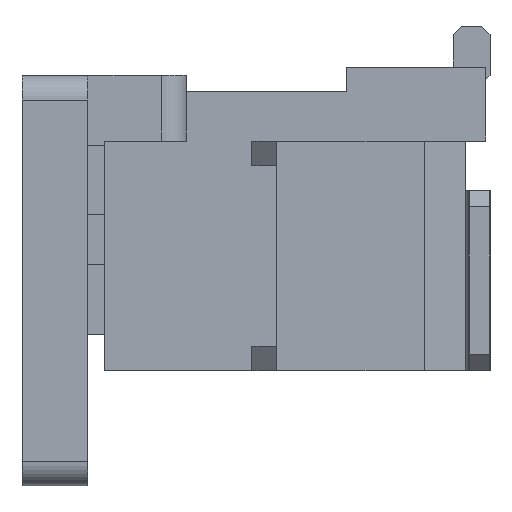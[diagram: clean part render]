
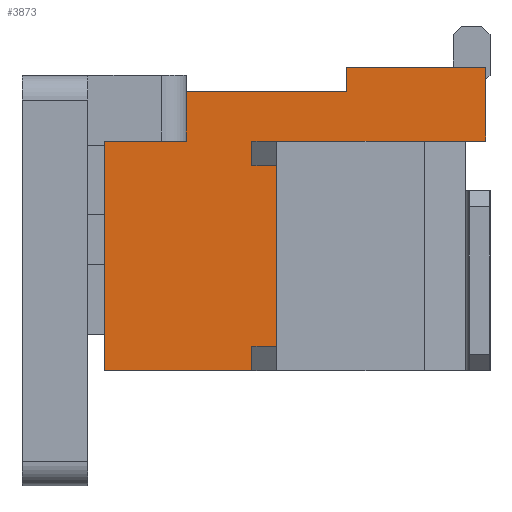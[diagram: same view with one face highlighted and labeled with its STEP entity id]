
A CAD part, left-side view. The second image highlights one B-rep face of the part: STEP entity #3873.
In plain terms, the highlighted planar face has unit normal (-1, 0, 0).
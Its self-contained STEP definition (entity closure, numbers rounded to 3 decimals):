
#125=DIRECTION('',(0.,1.,0.));
#126=VECTOR('',#125,1.7);
#127=CARTESIAN_POINT('',(-2.125,-3.675,2.1));
#128=LINE('',#127,#126);
#261=DIRECTION('',(0.,0.,1.));
#262=VECTOR('',#261,0.9);
#263=CARTESIAN_POINT('',(-2.125,-3.675,1.2));
#264=LINE('',#263,#262);
#333=DIRECTION('',(0.,-1.,0.));
#334=VECTOR('',#333,1.);
#335=CARTESIAN_POINT('',(-2.125,0.975,1.2));
#336=LINE('',#335,#334);
#337=DIRECTION('',(0.,0.,1.));
#338=VECTOR('',#337,0.6);
#339=CARTESIAN_POINT('',(-2.125,-0.025,1.2));
#340=LINE('',#339,#338);
#341=DIRECTION('',(0.,-1.,0.));
#342=VECTOR('',#341,1.95);
#343=CARTESIAN_POINT('',(-2.125,-0.025,1.8));
#344=LINE('',#343,#342);
#345=DIRECTION('',(0.,0.,-1.));
#346=VECTOR('',#345,0.3);
#347=CARTESIAN_POINT('',(-2.125,-1.975,2.1));
#348=LINE('',#347,#346);
#349=DIRECTION('',(0.,1.,0.));
#350=VECTOR('',#349,0.25);
#351=CARTESIAN_POINT('',(-2.125,-3.675,1.2));
#352=LINE('',#351,#350);
#353=DIRECTION('',(0.,-1.,0.));
#354=VECTOR('',#353,2.6);
#355=CARTESIAN_POINT('',(-2.125,-0.825,1.2));
#356=LINE('',#355,#354);
#357=DIRECTION('',(0.,0.,1.));
#358=VECTOR('',#357,0.3);
#359=CARTESIAN_POINT('',(-2.125,-0.825,0.9));
#360=LINE('',#359,#358);
#361=DIRECTION('',(0.,-1.,0.));
#362=VECTOR('',#361,0.8);
#363=CARTESIAN_POINT('',(-2.125,-0.825,0.9));
#364=LINE('',#363,#362);
#365=DIRECTION('',(0.,0.,1.));
#366=VECTOR('',#365,0.3);
#367=CARTESIAN_POINT('',(-2.125,-0.825,-1.6));
#368=LINE('',#367,#366);
#369=DIRECTION('',(0.,1.,0.));
#370=VECTOR('',#369,1.8);
#371=CARTESIAN_POINT('',(-2.125,-0.825,-1.6));
#372=LINE('',#371,#370);
#617=DIRECTION('',(0.,0.,1.));
#618=VECTOR('',#617,2.8);
#619=CARTESIAN_POINT('',(-2.125,0.975,-1.6));
#620=LINE('',#619,#618);
#961=DIRECTION('',(0.,0.,-1.));
#962=VECTOR('',#961,2.2);
#963=CARTESIAN_POINT('',(-2.125,-1.625,0.9));
#964=LINE('',#963,#962);
#1089=DIRECTION('',(0.,-1.,0.));
#1090=VECTOR('',#1089,0.8);
#1091=CARTESIAN_POINT('',(-2.125,-0.825,-1.3));
#1092=LINE('',#1091,#1090);
#2629=CARTESIAN_POINT('',(-2.125,-0.825,-1.6));
#2630=CARTESIAN_POINT('',(-2.125,0.975,-1.6));
#2631=VERTEX_POINT('',#2629);
#2632=VERTEX_POINT('',#2630);
#2643=CARTESIAN_POINT('',(-2.125,-0.825,1.2));
#2644=VERTEX_POINT('',#2643);
#2661=CARTESIAN_POINT('',(-2.125,-3.675,2.1));
#2662=VERTEX_POINT('',#2661);
#2681=CARTESIAN_POINT('',(-2.125,-1.975,2.1));
#2682=CARTESIAN_POINT('',(-2.125,-1.975,1.8));
#2683=VERTEX_POINT('',#2681);
#2684=VERTEX_POINT('',#2682);
#2690=CARTESIAN_POINT('',(-2.125,-0.025,1.8));
#2692=VERTEX_POINT('',#2690);
#2749=CARTESIAN_POINT('',(-2.125,0.975,1.2));
#2750=CARTESIAN_POINT('',(-2.125,-0.025,1.2));
#2751=VERTEX_POINT('',#2749);
#2752=VERTEX_POINT('',#2750);
#2877=CARTESIAN_POINT('',(-2.125,-0.825,-1.3));
#2878=VERTEX_POINT('',#2877);
#2879=CARTESIAN_POINT('',(-2.125,-0.825,0.9));
#2880=VERTEX_POINT('',#2879);
#3122=CARTESIAN_POINT('',(-2.125,-3.675,1.2));
#3124=VERTEX_POINT('',#3122);
#3138=CARTESIAN_POINT('',(-2.125,-3.425,1.2));
#3139=VERTEX_POINT('',#3138);
#3154=CARTESIAN_POINT('',(-2.125,-1.625,-1.3));
#3156=VERTEX_POINT('',#3154);
#3160=CARTESIAN_POINT('',(-2.125,-1.625,0.9));
#3161=VERTEX_POINT('',#3160);
#3839=CARTESIAN_POINT('',(-2.125,-3.675,-1.6));
#3840=DIRECTION('',(-1.,0.,0.));
#3841=DIRECTION('',(0.,0.,1.));
#3842=AXIS2_PLACEMENT_3D('',#3839,#3840,#3841);
#3843=PLANE('',#3842);
#3845=ORIENTED_EDGE('',*,*,#3844,.T.);
#3847=ORIENTED_EDGE('',*,*,#3846,.T.);
#3849=ORIENTED_EDGE('',*,*,#3848,.T.);
#3851=ORIENTED_EDGE('',*,*,#3850,.F.);
#3852=ORIENTED_EDGE('',*,*,#3533,.F.);
#3853=ORIENTED_EDGE('',*,*,#3773,.F.);
#3854=ORIENTED_EDGE('',*,*,#3748,.T.);
#3856=ORIENTED_EDGE('',*,*,#3855,.F.);
#3858=ORIENTED_EDGE('',*,*,#3857,.F.);
#3860=ORIENTED_EDGE('',*,*,#3859,.T.);
#3862=ORIENTED_EDGE('',*,*,#3861,.T.);
#3864=ORIENTED_EDGE('',*,*,#3863,.F.);
#3866=ORIENTED_EDGE('',*,*,#3865,.F.);
#3868=ORIENTED_EDGE('',*,*,#3867,.T.);
#3870=ORIENTED_EDGE('',*,*,#3869,.T.);
#3871=EDGE_LOOP('',(#3845,#3847,#3849,#3851,#3852,#3853,#3854,#3856,#3858,#3860,
#3862,#3864,#3866,#3868,#3870));
#3872=FACE_OUTER_BOUND('',#3871,.F.);
#3873=ADVANCED_FACE('',(#3872),#3843,.T.);
#3533=EDGE_CURVE('',#2662,#2683,#128,.T.);
#3748=EDGE_CURVE('',#3124,#3139,#352,.T.);
#3773=EDGE_CURVE('',#3124,#2662,#264,.T.);
#3844=EDGE_CURVE('',#2751,#2752,#336,.T.);
#3846=EDGE_CURVE('',#2752,#2692,#340,.T.);
#3848=EDGE_CURVE('',#2692,#2684,#344,.T.);
#3850=EDGE_CURVE('',#2683,#2684,#348,.T.);
#3855=EDGE_CURVE('',#2644,#3139,#356,.T.);
#3857=EDGE_CURVE('',#2880,#2644,#360,.T.);
#3859=EDGE_CURVE('',#2880,#3161,#364,.T.);
#3861=EDGE_CURVE('',#3161,#3156,#964,.T.);
#3863=EDGE_CURVE('',#2878,#3156,#1092,.T.);
#3865=EDGE_CURVE('',#2631,#2878,#368,.T.);
#3867=EDGE_CURVE('',#2631,#2632,#372,.T.);
#3869=EDGE_CURVE('',#2632,#2751,#620,.T.);
